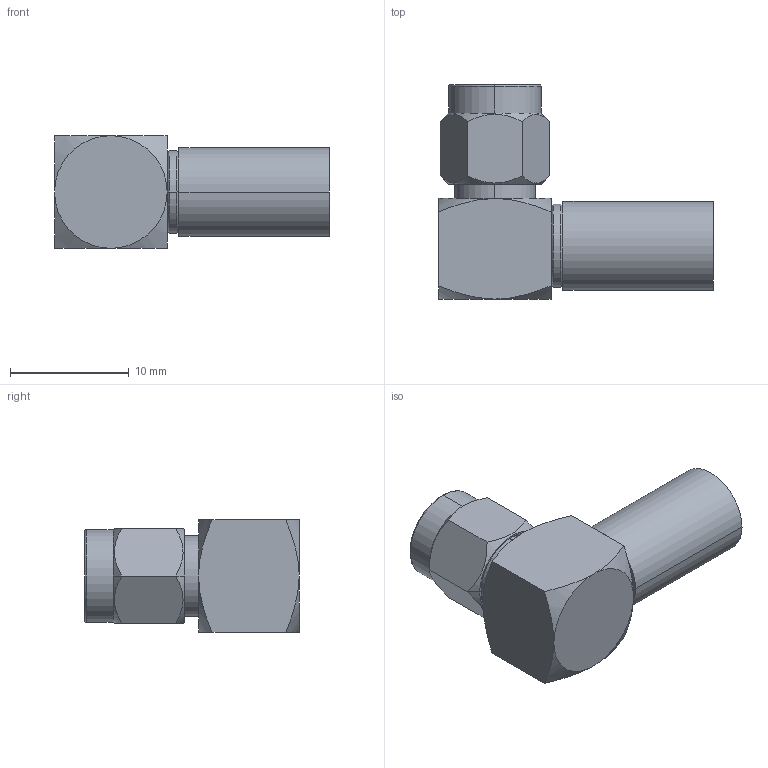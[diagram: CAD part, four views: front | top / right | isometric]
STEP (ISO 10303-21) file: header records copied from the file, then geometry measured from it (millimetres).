
FILE_DESCRIPTION((''),'2;1');
FILE_NAME('132239RP_SW0004','2020-08-03T12:11:43',('karthik'),(''),'CREO PARAMETRIC BY PTC INC, 2019444','CREO PARAMETRIC BY PTC INC, 2019444','');
FILE_SCHEMA(('CONFIG_CONTROL_DESIGN'));
Length unit declared in the file: millimetre
Products named in the file (1): 132239RP_SW0004
Bounding box: 23.2 x 18.1 x 9.5 mm (x, y, z)
Volume: 1481 mm3; surface area: 1548.4 mm2
Topology: 1 solids, 1 shells, 106 faces, 242 edges, 149 vertices
Faces by surface type: cylinder 36, cone 32, plane 30, bspline 6, torus 2
Entity records: 5209 total; most frequent: CARTESIAN_POINT 2842, DIRECTION 480, ORIENTED_EDGE 480, EDGE_CURVE 240, AXIS2_PLACEMENT_3D 198, VERTEX_POINT 149, EDGE_LOOP 119, FACE_OUTER_BOUND 106
